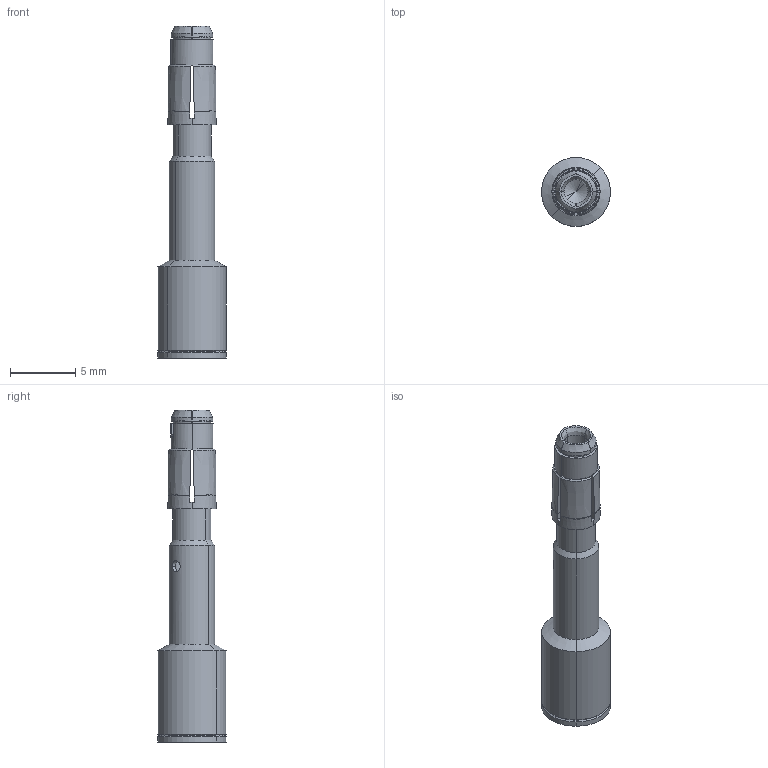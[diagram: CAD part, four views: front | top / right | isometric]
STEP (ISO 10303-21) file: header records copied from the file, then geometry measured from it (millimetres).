
FILE_DESCRIPTION((''),'2;1');
FILE_NAME('SF-7MS2000_1605628','2013-10-31T',('feitelbuss'),(''),'PRO/ENGINEER BY PARAMETRIC TECHNOLOGY CORPORATION, 2012480','PRO/ENGINEER BY PARAMETRIC TECHNOLOGY CORPORATION, 2012480','');
FILE_SCHEMA(('AUTOMOTIVE_DESIGN { 1 0 10303 214 1 1 1 1 }'));
Length unit declared in the file: millimetre
Products named in the file (1): SF-7MS2000_1605628
Bounding box: 5.28 x 5.28 x 25.5 mm (x, y, z)
Volume: 134.7 mm3; surface area: 626.9 mm2
Topology: 1 solids, 1 shells, 150 faces, 420 edges, 250 vertices
Faces by surface type: plane 50, bspline 44, cylinder 28, cone 24, torus 4
Entity records: 6684 total; most frequent: CARTESIAN_POINT 3133, ORIENTED_EDGE 832, DIRECTION 526, EDGE_CURVE 416, VERTEX_POINT 250, AXIS2_PLACEMENT_3D 184, B_SPLINE_CURVE_WITH_KNOTS 180, VECTOR 158
